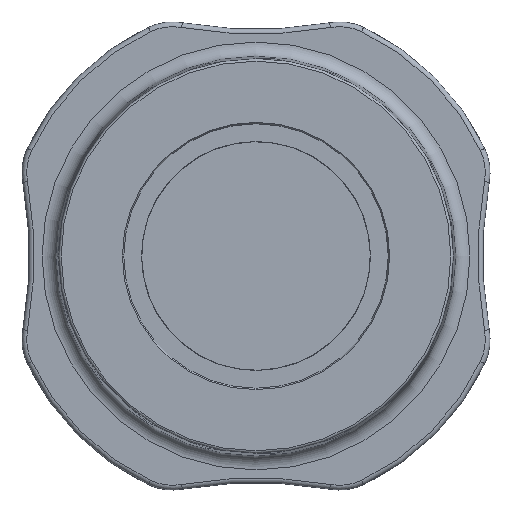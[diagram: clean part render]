
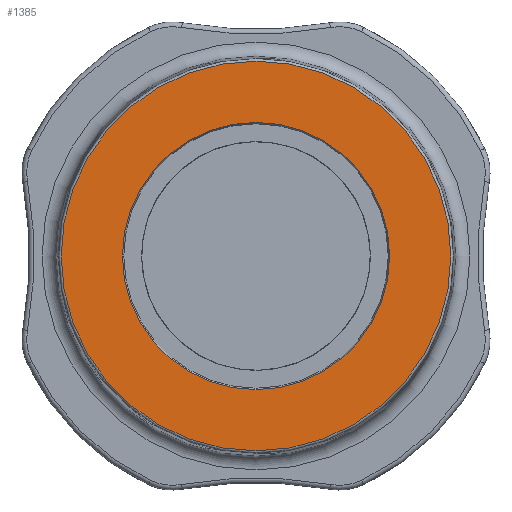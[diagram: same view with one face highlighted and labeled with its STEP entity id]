
A CAD part, left-side view. The second image highlights one B-rep face of the part: STEP entity #1385.
In plain terms, the highlighted planar face has unit normal (-1, 0, 0).
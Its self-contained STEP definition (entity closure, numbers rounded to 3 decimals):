
#1334=CARTESIAN_POINT('',(-40.5,28.289,0.));
#1335=VERTEX_POINT('',#1334);
#1336=CARTESIAN_POINT('',(-40.5,0.,0.));
#1337=DIRECTION('',(-1.0,0.0,0.0));
#1338=DIRECTION('',(0.0,1.0,0.0));
#1339=AXIS2_PLACEMENT_3D('',#1336,#1337,#1338);
#1340=CIRCLE('',#1339,28.289);
#1341=EDGE_CURVE('',#1335,#1335,#1340,.T.);
#1366=CARTESIAN_POINT('',(-40.5,35.019,0.));
#1367=DIRECTION('',(-1.0,0.0,0.0));
#1368=DIRECTION('',(0.0,0.0,1.0));
#1369=AXIS2_PLACEMENT_3D('',#1366,#1367,#1368);
#1370=PLANE('',#1369);
#1371=CARTESIAN_POINT('',(-40.5,41.259,0.));
#1372=VERTEX_POINT('',#1371);
#1373=CARTESIAN_POINT('',(-40.5,0.,0.));
#1374=DIRECTION('',(1.0,0.0,0.0));
#1375=DIRECTION('',(0.0,-1.0,0.0));
#1376=AXIS2_PLACEMENT_3D('',#1373,#1374,#1375);
#1377=CIRCLE('',#1376,41.259);
#1378=EDGE_CURVE('',#1372,#1372,#1377,.T.);
#1379=ORIENTED_EDGE('',*,*,#1378,.F.);
#1380=EDGE_LOOP('',(#1379));
#1381=FACE_OUTER_BOUND('',#1380,.T.);
#1382=ORIENTED_EDGE('',*,*,#1341,.F.);
#1383=EDGE_LOOP('',(#1382));
#1384=FACE_BOUND('',#1383,.T.);
#1385=ADVANCED_FACE('',(#1381,#1384),#1370,.T.);
